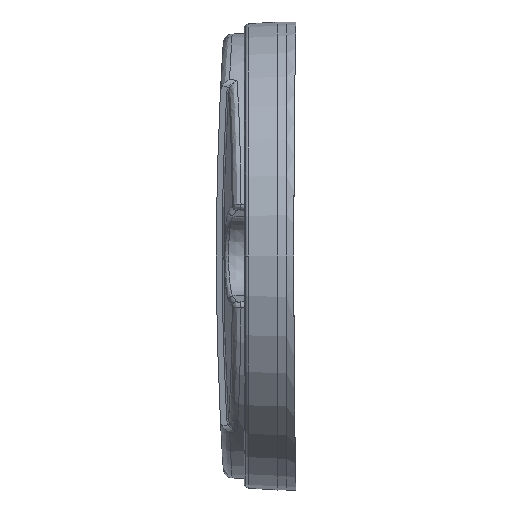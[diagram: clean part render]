
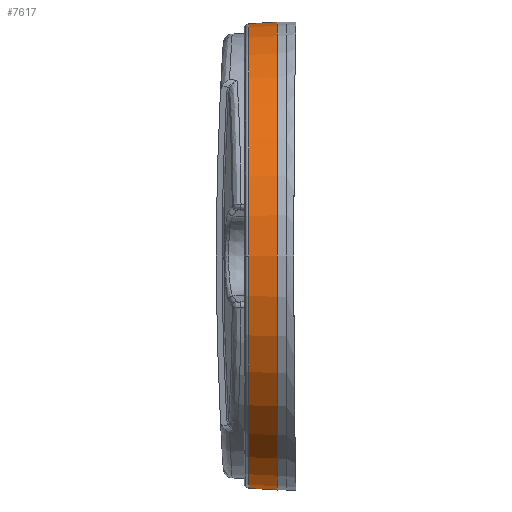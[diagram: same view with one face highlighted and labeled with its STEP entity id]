
A CAD part, left-side view. The second image highlights one B-rep face of the part: STEP entity #7617.
In plain terms, the highlighted conical face has half-angle 3 degrees and reference radius 24.921 mm.
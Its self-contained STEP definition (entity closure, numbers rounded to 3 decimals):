
#3616=DIRECTION('',(0.,-0.999,0.052));
#3617=VECTOR('',#3616,3.03);
#3618=CARTESIAN_POINT('',(6.676,-7.336,24.841));
#3619=LINE('',#3618,#3617);
#3623=CARTESIAN_POINT('',(6.676,-10.362,
0.));
#3624=DIRECTION('',(0.,1.,0.));
#3625=DIRECTION('',(-1.,0.,0.));
#3626=AXIS2_PLACEMENT_3D('',#3623,#3624,#3625);
#3631=CARTESIAN_POINT('',(6.676,-10.362,
0.));
#3632=DIRECTION('',(0.,1.,0.));
#3633=DIRECTION('',(0.,0.,-1.));
#3634=AXIS2_PLACEMENT_3D('',#3631,#3632,#3633);
#3639=DIRECTION('',(0.,-0.999,-0.052));
#3640=VECTOR('',#3639,3.03);
#3641=CARTESIAN_POINT('',(6.676,-7.336,
-24.841));
#3642=LINE('',#3641,#3640);
#3654=CARTESIAN_POINT('',(6.676,-7.336,
0.));
#3655=DIRECTION('',(0.,1.,0.));
#3656=DIRECTION('',(0.,0.,-1.));
#3657=AXIS2_PLACEMENT_3D('',#3654,#3655,#3656);
#3678=CARTESIAN_POINT('',(6.676,-7.336,
0.));
#3679=DIRECTION('',(0.,1.,0.));
#3680=DIRECTION('',(-1.,0.,0.));
#3681=AXIS2_PLACEMENT_3D('',#3678,#3679,#3680);
#5451=CARTESIAN_POINT('',(6.676,-7.336,
-24.841));
#5452=CARTESIAN_POINT('',(6.676,-10.362,
-25.));
#5453=VERTEX_POINT('',#5451);
#5454=VERTEX_POINT('',#5452);
#5455=CARTESIAN_POINT('',(6.676,-7.336,24.841));
#5456=CARTESIAN_POINT('',(6.676,-10.362,25.));
#5457=VERTEX_POINT('',#5455);
#5458=VERTEX_POINT('',#5456);
#5461=CARTESIAN_POINT('',(-18.324,-10.362,
0.));
#5462=VERTEX_POINT('',#5461);
#5469=CARTESIAN_POINT('',(-18.165,-7.336,
0.));
#5470=VERTEX_POINT('',#5469);
#7600=CARTESIAN_POINT('',(6.676,-8.849,
0.));
#7601=DIRECTION('',(0.,-1.,0.));
#7602=DIRECTION('',(0.,0.,-1.));
#7603=AXIS2_PLACEMENT_3D('',#7600,#7601,#7602);
#7604=CONICAL_SURFACE('',#7603,24.921,3.);
#7606=ORIENTED_EDGE('',*,*,#7605,.T.);
#7608=ORIENTED_EDGE('',*,*,#7607,.T.);
#7610=ORIENTED_EDGE('',*,*,#7609,.T.);
#7611=ORIENTED_EDGE('',*,*,#7591,.F.);
#7612=ORIENTED_EDGE('',*,*,#7589,.F.);
#7614=ORIENTED_EDGE('',*,*,#7613,.F.);
#7615=EDGE_LOOP('',(#7606,#7608,#7610,#7611,#7612,#7614));
#7616=FACE_OUTER_BOUND('',#7615,.F.);
#7617=ADVANCED_FACE('',(#7616),#7604,.T.);
#3627=CIRCLE('',#3626,25.);
#3635=CIRCLE('',#3634,25.);
#3658=CIRCLE('',#3657,24.841);
#3682=CIRCLE('',#3681,24.841);
#7589=EDGE_CURVE('',#5454,#5462,#3635,.T.);
#7591=EDGE_CURVE('',#5462,#5458,#3627,.T.);
#7605=EDGE_CURVE('',#5453,#5470,#3658,.T.);
#7607=EDGE_CURVE('',#5470,#5457,#3682,.T.);
#7609=EDGE_CURVE('',#5457,#5458,#3619,.T.);
#7613=EDGE_CURVE('',#5453,#5454,#3642,.T.);
